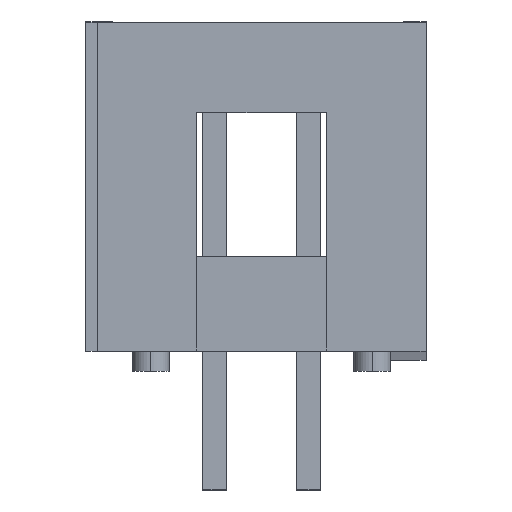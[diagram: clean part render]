
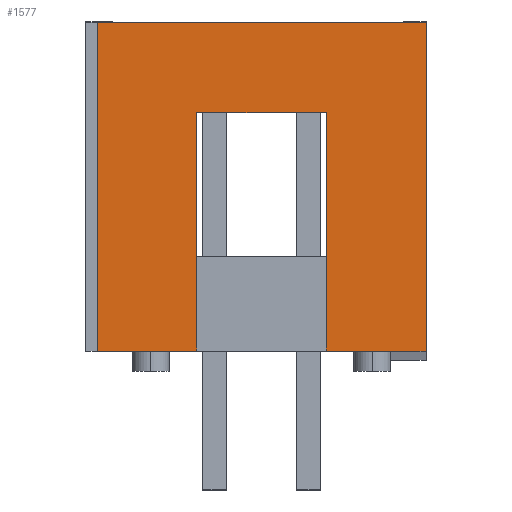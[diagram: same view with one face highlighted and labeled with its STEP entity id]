
A CAD part, left-side view. The second image highlights one B-rep face of the part: STEP entity #1577.
In plain terms, the highlighted planar face has unit normal (-1, 0, 0).
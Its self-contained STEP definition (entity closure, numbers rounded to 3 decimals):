
#27 = EDGE_CURVE ( 'NONE', #1274, #9088, #8490, .T. ) ;
#80 = CARTESIAN_POINT ( 'NONE',  ( -5.08, 1.42, 0.56 ) ) ;
#140 = DIRECTION ( 'NONE',  ( 0., 1., 0. ) ) ;
#144 = ORIENTED_EDGE ( 'NONE', *, *, #10213, .F. ) ;
#206 = ORIENTED_EDGE ( 'NONE', *, *, #5705, .F. ) ;
#275 = CARTESIAN_POINT ( 'NONE',  ( -5.08, 5.72, 9.46 ) ) ;
#1043 = CARTESIAN_POINT ( 'NONE',  ( -5.08, -3.18, 0.56 ) ) ;
#1265 = EDGE_CURVE ( 'NONE', #1646, #4922, #5539, .T. ) ;
#1274 = VERTEX_POINT ( 'NONE', #4072 ) ;
#1577 = ADVANCED_FACE ( 'NONE', ( #10451 ), #6374, .T. ) ;
#1646 = VERTEX_POINT ( 'NONE', #1043 ) ;
#1742 = VECTOR ( 'NONE', #2903, 1000. ) ;
#2288 = ORIENTED_EDGE ( 'NONE', *, *, #27, .T. ) ;
#2434 = LINE ( 'NONE', #8024, #8913 ) ;
#2487 = VERTEX_POINT ( 'NONE', #275 ) ;
#2903 = DIRECTION ( 'NONE',  ( 0., -1., 0. ) ) ;
#2994 = VECTOR ( 'NONE', #9401, 1000. ) ;
#3011 = CARTESIAN_POINT ( 'NONE',  ( -5.08, 1.27, 7.01 ) ) ;
#3230 = ORIENTED_EDGE ( 'NONE', *, *, #5749, .F. ) ;
#3384 = LINE ( 'NONE', #5022, #5599 ) ;
#3432 = ORIENTED_EDGE ( 'NONE', *, *, #3666, .T. ) ;
#3567 = VECTOR ( 'NONE', #5768, 1000. ) ;
#3666 = EDGE_CURVE ( 'NONE', #9088, #8185, #3384, .T. ) ;
#3713 = VERTEX_POINT ( 'NONE', #5184 ) ;
#3911 = CARTESIAN_POINT ( 'NONE',  ( -5.08, -3.18, 5.01 ) ) ;
#4072 = CARTESIAN_POINT ( 'NONE',  ( -5.08, 3.02, 7.01 ) ) ;
#4153 = LINE ( 'NONE', #4890, #3567 ) ;
#4210 = ORIENTED_EDGE ( 'NONE', *, *, #6935, .T. ) ;
#4307 = VECTOR ( 'NONE', #4655, 1000. ) ;
#4492 = EDGE_CURVE ( 'NONE', #3713, #1274, #4153, .T. ) ;
#4655 = DIRECTION ( 'NONE',  ( 0., 1., 0. ) ) ;
#4890 = CARTESIAN_POINT ( 'NONE',  ( -5.08, 3.02, 5.01 ) ) ;
#4922 = VERTEX_POINT ( 'NONE', #7135 ) ;
#4993 = CARTESIAN_POINT ( 'NONE',  ( -5.08, 5.72, 0.56 ) ) ;
#5022 = CARTESIAN_POINT ( 'NONE',  ( -5.08, -0.48, 5.01 ) ) ;
#5184 = CARTESIAN_POINT ( 'NONE',  ( -5.08, 3.02, 0.56 ) ) ;
#5208 = DIRECTION ( 'NONE',  ( 0., -1., 0. ) ) ;
#5457 = CARTESIAN_POINT ( 'NONE',  ( -5.08, -0.48, 0.56 ) ) ;
#5539 = LINE ( 'NONE', #3911, #6344 ) ;
#5597 = DIRECTION ( 'NONE',  ( 0., 1., 0. ) ) ;
#5599 = VECTOR ( 'NONE', #8331, 1000. ) ;
#5705 = EDGE_CURVE ( 'NONE', #3713, #8986, #7152, .T. ) ;
#5749 = EDGE_CURVE ( 'NONE', #1646, #8185, #9045, .T. ) ;
#5768 = DIRECTION ( 'NONE',  ( 0., 0., 1. ) ) ;
#5811 = EDGE_LOOP ( 'NONE', ( #206, #9166, #2288, #3432, #3230, #9379, #4210, #144 ) ) ;
#6344 = VECTOR ( 'NONE', #10410, 1000. ) ;
#6374 = PLANE ( 'NONE',  #6565 ) ;
#6565 = AXIS2_PLACEMENT_3D ( 'NONE', #8360, #6859, #5208 ) ;
#6852 = CARTESIAN_POINT ( 'NONE',  ( -5.08, -0.48, 7.01 ) ) ;
#6859 = DIRECTION ( 'NONE',  ( -1., 0., 0. ) ) ;
#6908 = CARTESIAN_POINT ( 'NONE',  ( -5.08, 5.72, 5.01 ) ) ;
#6935 = EDGE_CURVE ( 'NONE', #4922, #2487, #2434, .T. ) ;
#7135 = CARTESIAN_POINT ( 'NONE',  ( -5.08, -3.18, 9.46 ) ) ;
#7152 = LINE ( 'NONE', #7862, #4307 ) ;
#7862 = CARTESIAN_POINT ( 'NONE',  ( -5.08, 1.42, 0.56 ) ) ;
#8024 = CARTESIAN_POINT ( 'NONE',  ( -5.08, 1.27, 9.46 ) ) ;
#8185 = VERTEX_POINT ( 'NONE', #5457 ) ;
#8331 = DIRECTION ( 'NONE',  ( 0., 0., -1. ) ) ;
#8360 = CARTESIAN_POINT ( 'NONE',  ( -5.08, 5.72, 0.56 ) ) ;
#8490 = LINE ( 'NONE', #3011, #1742 ) ;
#8501 = VECTOR ( 'NONE', #140, 1000. ) ;
#8913 = VECTOR ( 'NONE', #5597, 1000. ) ;
#8986 = VERTEX_POINT ( 'NONE', #4993 ) ;
#9045 = LINE ( 'NONE', #80, #8501 ) ;
#9088 = VERTEX_POINT ( 'NONE', #6852 ) ;
#9166 = ORIENTED_EDGE ( 'NONE', *, *, #4492, .T. ) ;
#9379 = ORIENTED_EDGE ( 'NONE', *, *, #1265, .T. ) ;
#9401 = DIRECTION ( 'NONE',  ( 0., 0., 1. ) ) ;
#9457 = LINE ( 'NONE', #6908, #2994 ) ;
#10213 = EDGE_CURVE ( 'NONE', #8986, #2487, #9457, .T. ) ;
#10410 = DIRECTION ( 'NONE',  ( 0., 0., 1. ) ) ;
#10451 = FACE_OUTER_BOUND ( 'NONE', #5811, .T. ) ;
